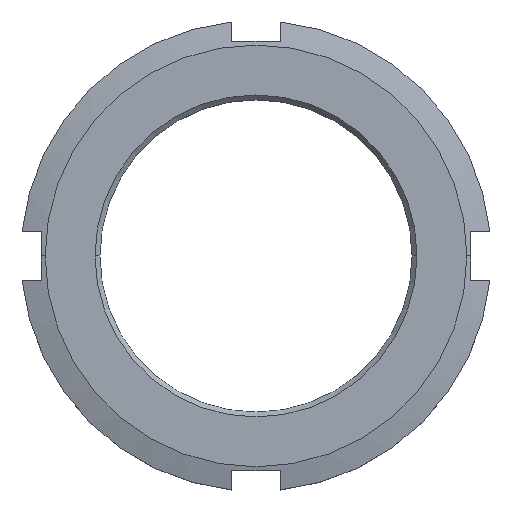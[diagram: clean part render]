
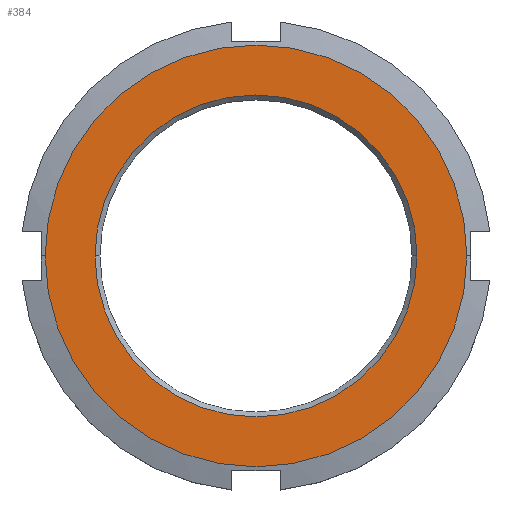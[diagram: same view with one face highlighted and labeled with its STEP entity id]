
A CAD part, top view. The second image highlights one B-rep face of the part: STEP entity #384.
In plain terms, the highlighted planar face has unit normal (0, 0, 1).
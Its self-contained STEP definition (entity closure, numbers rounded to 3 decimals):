
#3 = PLANE ( 'NONE',  #266 ) ;
#52 = CARTESIAN_POINT ( 'NONE',  ( -19.85, 0., 9. ) ) ;
#135 = ORIENTED_EDGE ( 'NONE', *, *, #781, .T. ) ;
#145 = EDGE_CURVE ( 'NONE', #575, #715, #1005, .T. ) ;
#159 = ORIENTED_EDGE ( 'NONE', *, *, #219, .T. ) ;
#177 = DIRECTION ( 'NONE',  ( 1., 0., 0. ) ) ;
#219 = EDGE_CURVE ( 'NONE', #330, #617, #893, .T. ) ;
#220 = EDGE_LOOP ( 'NONE', ( #135, #159 ) ) ;
#259 = EDGE_LOOP ( 'NONE', ( #687, #708 ) ) ;
#266 = AXIS2_PLACEMENT_3D ( 'NONE', #339, #561, #177 ) ;
#330 = VERTEX_POINT ( 'NONE', #939 ) ;
#339 = CARTESIAN_POINT ( 'NONE',  ( 0., 0., 9. ) ) ;
#351 = AXIS2_PLACEMENT_3D ( 'NONE', #808, #678, #452 ) ;
#357 = CARTESIAN_POINT ( 'NONE',  ( 0., 0., 9. ) ) ;
#384 = ADVANCED_FACE ( 'NONE', ( #662, #483 ), #3, .T. ) ;
#386 = DIRECTION ( 'NONE',  ( 0., 0., 1. ) ) ;
#427 = CIRCLE ( 'NONE', #812, 19.85 ) ;
#428 = CARTESIAN_POINT ( 'NONE',  ( 0., 0., 9. ) ) ;
#452 = DIRECTION ( 'NONE',  ( 1., 0., 0. ) ) ;
#483 = FACE_OUTER_BOUND ( 'NONE', #220, .T. ) ;
#548 = EDGE_CURVE ( 'NONE', #715, #575, #427, .T. ) ;
#561 = DIRECTION ( 'NONE',  ( 0., 0., 1. ) ) ;
#575 = VERTEX_POINT ( 'NONE', #898 ) ;
#579 = DIRECTION ( 'NONE',  ( 1., 0., 0. ) ) ;
#588 = CARTESIAN_POINT ( 'NONE',  ( -26., 0., 9. ) ) ;
#617 = VERTEX_POINT ( 'NONE', #588 ) ;
#662 = FACE_BOUND ( 'NONE', #259, .T. ) ;
#678 = DIRECTION ( 'NONE',  ( 0., 0., 1. ) ) ;
#687 = ORIENTED_EDGE ( 'NONE', *, *, #145, .T. ) ;
#708 = ORIENTED_EDGE ( 'NONE', *, *, #548, .T. ) ;
#715 = VERTEX_POINT ( 'NONE', #52 ) ;
#781 = EDGE_CURVE ( 'NONE', #617, #330, #822, .T. ) ;
#803 = DIRECTION ( 'NONE',  ( 0., 0., -1. ) ) ;
#808 = CARTESIAN_POINT ( 'NONE',  ( 0., 0., 9. ) ) ;
#812 = AXIS2_PLACEMENT_3D ( 'NONE', #357, #886, #962 ) ;
#822 = CIRCLE ( 'NONE', #896, 26. ) ;
#830 = AXIS2_PLACEMENT_3D ( 'NONE', #428, #803, #579 ) ;
#886 = DIRECTION ( 'NONE',  ( 0., 0., -1. ) ) ;
#893 = CIRCLE ( 'NONE', #351, 26. ) ;
#896 = AXIS2_PLACEMENT_3D ( 'NONE', #907, #386, #914 ) ;
#898 = CARTESIAN_POINT ( 'NONE',  ( 19.85, 0., 9. ) ) ;
#907 = CARTESIAN_POINT ( 'NONE',  ( 0., 0., 9. ) ) ;
#914 = DIRECTION ( 'NONE',  ( 1., 0., 0. ) ) ;
#939 = CARTESIAN_POINT ( 'NONE',  ( 26., 0., 9. ) ) ;
#962 = DIRECTION ( 'NONE',  ( 1., 0., 0. ) ) ;
#1005 = CIRCLE ( 'NONE', #830, 19.85 ) ;
